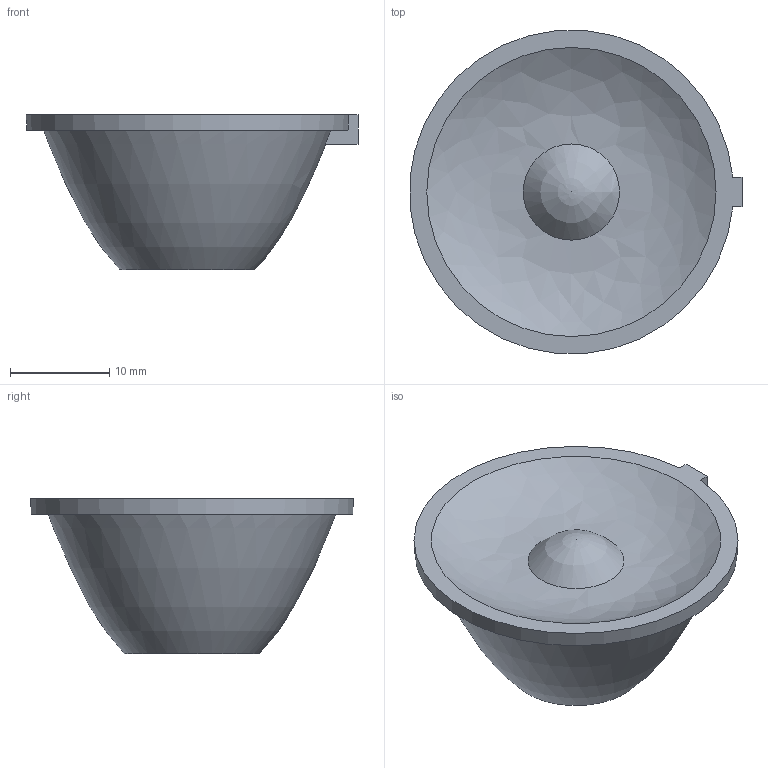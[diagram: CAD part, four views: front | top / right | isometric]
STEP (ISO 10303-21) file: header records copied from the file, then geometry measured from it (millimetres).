
FILE_DESCRIPTION(('STEP AP203'),'1');
FILE_NAME('LLC05 version commercial.step','2020-05-07T07:44:10',(' '),(' '),'Spatial InterOp 3D',' ',' ');
FILE_SCHEMA(('CONFIG_CONTROL_DESIGN'));
Length unit declared in the file: millimetre
Products named in the file (1): 1
Bounding box: 33.44 x 32.52 x 15.68 mm (x, y, z)
Volume: 5435.4 mm3; surface area: 2696.8 mm2
Topology: 1 solids, 1 shells, 13 faces, 31 edges, 21 vertices
Faces by surface type: plane 8, cone 2, revolution 2, bspline 1
Entity records: 506 total; most frequent: CARTESIAN_POINT 199, DIRECTION 52, ORIENTED_EDGE 46, EDGE_CURVE 23, AXIS2_PLACEMENT_3D 20, EDGE_LOOP 18, VERTEX_POINT 18, FACE_OUTER_BOUND 15
